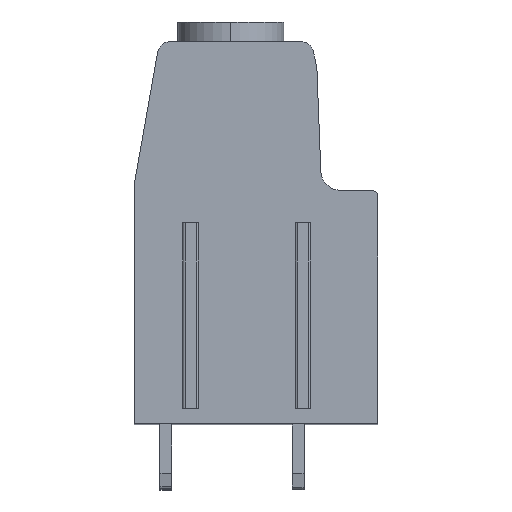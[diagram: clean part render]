
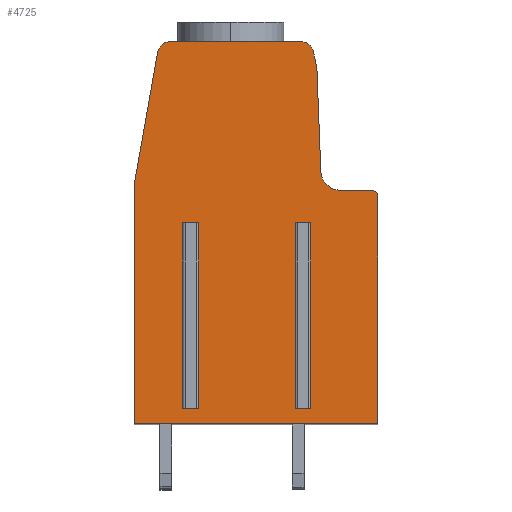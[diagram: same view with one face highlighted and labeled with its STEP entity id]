
A CAD part, top view. The second image highlights one B-rep face of the part: STEP entity #4725.
In plain terms, the highlighted planar face has unit normal (0, 0, 1).
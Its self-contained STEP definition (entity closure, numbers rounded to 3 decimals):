
#740=CARTESIAN_POINT('',(3.429,13.65,5.08));
#741=DIRECTION('',(0.,0.,1.));
#742=DIRECTION('',(0.978,0.208,0.));
#743=AXIS2_PLACEMENT_3D('',#740,#741,#742);
#745=DIRECTION('',(-0.208,0.978,0.));
#746=VECTOR('',#745,0.978);
#747=CARTESIAN_POINT('',(4.611,12.902,5.08));
#748=LINE('',#747,#746);
#749=CARTESIAN_POINT('',(1.676,12.278,5.08));
#750=DIRECTION('',(0.,0.,1.));
#751=DIRECTION('',(0.999,0.038,0.));
#752=AXIS2_PLACEMENT_3D('',#749,#750,#751);
#754=DIRECTION('',(-0.038,0.999,0.));
#755=VECTOR('',#754,7.706);
#756=CARTESIAN_POINT('',(4.97,4.692,5.08));
#757=LINE('',#756,#755);
#758=CARTESIAN_POINT('',(6.469,4.75,5.08));
#759=DIRECTION('',(0.,0.,-1.));
#760=DIRECTION('',(0.,-1.,0.));
#761=AXIS2_PLACEMENT_3D('',#758,#759,#760);
#763=DIRECTION('',(-1.,0.,0.));
#764=VECTOR('',#763,2.381);
#765=CARTESIAN_POINT('',(8.85,3.25,5.08));
#766=LINE('',#765,#764);
#767=CARTESIAN_POINT('',(8.85,2.75,5.08));
#768=DIRECTION('',(0.,0.,1.));
#769=DIRECTION('',(1.,0.,0.));
#770=AXIS2_PLACEMENT_3D('',#767,#768,#769);
#772=DIRECTION('',(0.,1.,0.));
#773=VECTOR('',#772,17.4);
#774=CARTESIAN_POINT('',(9.35,-14.65,5.08));
#775=LINE('',#774,#773);
#776=DIRECTION('',(1.,0.,0.));
#777=VECTOR('',#776,18.7);
#778=CARTESIAN_POINT('',(-9.35,-14.65,5.08));
#779=LINE('',#778,#777);
#780=DIRECTION('',(0.,-1.,0.));
#781=VECTOR('',#780,18.25);
#782=CARTESIAN_POINT('',(-9.35,3.6,5.08));
#783=LINE('',#782,#781);
#784=DIRECTION('',(-0.174,-0.985,0.));
#785=VECTOR('',#784,10.381);
#786=CARTESIAN_POINT('',(-7.547,13.824,5.08));
#787=LINE('',#786,#785);
#788=CARTESIAN_POINT('',(-6.562,13.65,5.08));
#789=DIRECTION('',(0.,0.,1.));
#790=DIRECTION('',(0.,1.,0.));
#791=AXIS2_PLACEMENT_3D('',#788,#789,#790);
#793=DIRECTION('',(-1.,0.,0.));
#794=VECTOR('',#793,9.992);
#795=CARTESIAN_POINT('',(3.429,14.65,5.08));
#796=LINE('',#795,#794);
#797=DIRECTION('',(1.,0.,0.));
#798=VECTOR('',#797,0.65);
#799=CARTESIAN_POINT('',(-5.325,0.75,5.08));
#800=LINE('',#799,#798);
#801=DIRECTION('',(0.,1.,0.));
#802=VECTOR('',#801,14.25);
#803=CARTESIAN_POINT('',(-5.325,-13.5,5.08));
#804=LINE('',#803,#802);
#805=DIRECTION('',(1.,0.,0.));
#806=VECTOR('',#805,0.65);
#807=CARTESIAN_POINT('',(-5.325,-13.5,5.08));
#808=LINE('',#807,#806);
#809=DIRECTION('',(0.,1.,0.));
#810=VECTOR('',#809,14.25);
#811=CARTESIAN_POINT('',(-4.675,-13.5,5.08));
#812=LINE('',#811,#810);
#813=DIRECTION('',(1.,0.,0.));
#814=VECTOR('',#813,0.65);
#815=CARTESIAN_POINT('',(3.275,0.75,5.08));
#816=LINE('',#815,#814);
#817=DIRECTION('',(0.,1.,0.));
#818=VECTOR('',#817,14.25);
#819=CARTESIAN_POINT('',(3.275,-13.5,5.08));
#820=LINE('',#819,#818);
#821=DIRECTION('',(1.,0.,0.));
#822=VECTOR('',#821,0.65);
#823=CARTESIAN_POINT('',(3.275,-13.5,5.08));
#824=LINE('',#823,#822);
#825=DIRECTION('',(0.,1.,0.));
#826=VECTOR('',#825,14.25);
#827=CARTESIAN_POINT('',(3.925,-13.5,5.08));
#828=LINE('',#827,#826);
#3019=CARTESIAN_POINT('',(-6.562,14.65,5.08));
#3020=CARTESIAN_POINT('',(-7.547,13.824,5.08));
#3021=VERTEX_POINT('',#3019);
#3022=VERTEX_POINT('',#3020);
#3023=CARTESIAN_POINT('',(-9.35,3.6,5.08));
#3024=VERTEX_POINT('',#3023);
#3025=CARTESIAN_POINT('',(-9.35,-14.65,5.08));
#3026=VERTEX_POINT('',#3025);
#3027=CARTESIAN_POINT('',(9.35,-14.65,5.08));
#3028=VERTEX_POINT('',#3027);
#3029=CARTESIAN_POINT('',(6.469,3.25,5.08));
#3030=CARTESIAN_POINT('',(4.97,4.692,5.08));
#3031=VERTEX_POINT('',#3029);
#3032=VERTEX_POINT('',#3030);
#3039=CARTESIAN_POINT('',(4.408,13.858,5.08));
#3040=VERTEX_POINT('',#3039);
#3041=CARTESIAN_POINT('',(3.429,14.65,5.08));
#3042=VERTEX_POINT('',#3041);
#3047=CARTESIAN_POINT('',(4.674,12.393,5.08));
#3048=VERTEX_POINT('',#3047);
#3049=CARTESIAN_POINT('',(4.611,12.902,5.08));
#3050=VERTEX_POINT('',#3049);
#3055=CARTESIAN_POINT('',(9.35,2.75,5.08));
#3056=VERTEX_POINT('',#3055);
#3057=CARTESIAN_POINT('',(8.85,3.25,5.08));
#3058=VERTEX_POINT('',#3057);
#3139=CARTESIAN_POINT('',(-5.325,0.75,5.08));
#3140=CARTESIAN_POINT('',(-4.675,0.75,5.08));
#3141=VERTEX_POINT('',#3139);
#3142=VERTEX_POINT('',#3140);
#3143=CARTESIAN_POINT('',(3.275,0.75,5.08));
#3144=CARTESIAN_POINT('',(3.925,0.75,5.08));
#3145=VERTEX_POINT('',#3143);
#3146=VERTEX_POINT('',#3144);
#3147=CARTESIAN_POINT('',(3.925,-13.5,5.08));
#3148=VERTEX_POINT('',#3147);
#3149=CARTESIAN_POINT('',(3.275,-13.5,5.08));
#3150=VERTEX_POINT('',#3149);
#3151=CARTESIAN_POINT('',(-4.675,-13.5,5.08));
#3152=VERTEX_POINT('',#3151);
#3153=CARTESIAN_POINT('',(-5.325,-13.5,5.08));
#3154=VERTEX_POINT('',#3153);
#4685=CARTESIAN_POINT('',(0.,0.,5.08));
#4686=DIRECTION('',(0.,0.,1.));
#4687=DIRECTION('',(1.,0.,0.));
#4688=AXIS2_PLACEMENT_3D('',#4685,#4686,#4687);
#4689=PLANE('',#4688);
#4690=ORIENTED_EDGE('',*,*,#4462,.F.);
#4691=ORIENTED_EDGE('',*,*,#4477,.F.);
#4692=ORIENTED_EDGE('',*,*,#4490,.F.);
#4693=ORIENTED_EDGE('',*,*,#4505,.F.);
#4694=ORIENTED_EDGE('',*,*,#4518,.F.);
#4695=ORIENTED_EDGE('',*,*,#4531,.F.);
#4696=ORIENTED_EDGE('',*,*,#4546,.F.);
#4697=ORIENTED_EDGE('',*,*,#4560,.F.);
#4698=ORIENTED_EDGE('',*,*,#4119,.F.);
#4699=ORIENTED_EDGE('',*,*,#4376,.F.);
#4700=ORIENTED_EDGE('',*,*,#4390,.F.);
#4701=ORIENTED_EDGE('',*,*,#4404,.F.);
#4702=ORIENTED_EDGE('',*,*,#4417,.F.);
#4703=EDGE_LOOP('',(#4690,#4691,#4692,#4693,#4694,#4695,#4696,#4697,#4698,#4699,
#4700,#4701,#4702));
#4704=FACE_OUTER_BOUND('',#4703,.F.);
#4706=ORIENTED_EDGE('',*,*,#4705,.F.);
#4708=ORIENTED_EDGE('',*,*,#4707,.F.);
#4710=ORIENTED_EDGE('',*,*,#4709,.T.);
#4712=ORIENTED_EDGE('',*,*,#4711,.T.);
#4713=EDGE_LOOP('',(#4706,#4708,#4710,#4712));
#4714=FACE_BOUND('',#4713,.F.);
#4716=ORIENTED_EDGE('',*,*,#4715,.F.);
#4718=ORIENTED_EDGE('',*,*,#4717,.F.);
#4720=ORIENTED_EDGE('',*,*,#4719,.T.);
#4722=ORIENTED_EDGE('',*,*,#4721,.T.);
#4723=EDGE_LOOP('',(#4716,#4718,#4720,#4722));
#4724=FACE_BOUND('',#4723,.F.);
#744=CIRCLE('',#743,1.);
#753=CIRCLE('',#752,3.);
#762=CIRCLE('',#761,1.5);
#771=CIRCLE('',#770,0.5);
#792=CIRCLE('',#791,1.);
#4119=EDGE_CURVE('',#3026,#3028,#779,.T.);
#4376=EDGE_CURVE('',#3024,#3026,#783,.T.);
#4390=EDGE_CURVE('',#3022,#3024,#787,.T.);
#4404=EDGE_CURVE('',#3021,#3022,#792,.T.);
#4417=EDGE_CURVE('',#3042,#3021,#796,.T.);
#4462=EDGE_CURVE('',#3040,#3042,#744,.T.);
#4477=EDGE_CURVE('',#3050,#3040,#748,.T.);
#4490=EDGE_CURVE('',#3048,#3050,#753,.T.);
#4505=EDGE_CURVE('',#3032,#3048,#757,.T.);
#4518=EDGE_CURVE('',#3031,#3032,#762,.T.);
#4531=EDGE_CURVE('',#3058,#3031,#766,.T.);
#4546=EDGE_CURVE('',#3056,#3058,#771,.T.);
#4560=EDGE_CURVE('',#3028,#3056,#775,.T.);
#4705=EDGE_CURVE('',#3141,#3142,#800,.T.);
#4707=EDGE_CURVE('',#3154,#3141,#804,.T.);
#4709=EDGE_CURVE('',#3154,#3152,#808,.T.);
#4711=EDGE_CURVE('',#3152,#3142,#812,.T.);
#4715=EDGE_CURVE('',#3145,#3146,#816,.T.);
#4717=EDGE_CURVE('',#3150,#3145,#820,.T.);
#4719=EDGE_CURVE('',#3150,#3148,#824,.T.);
#4721=EDGE_CURVE('',#3148,#3146,#828,.T.);
#4725=ADVANCED_FACE('',(#4704,#4714,#4724),#4689,.T.);
